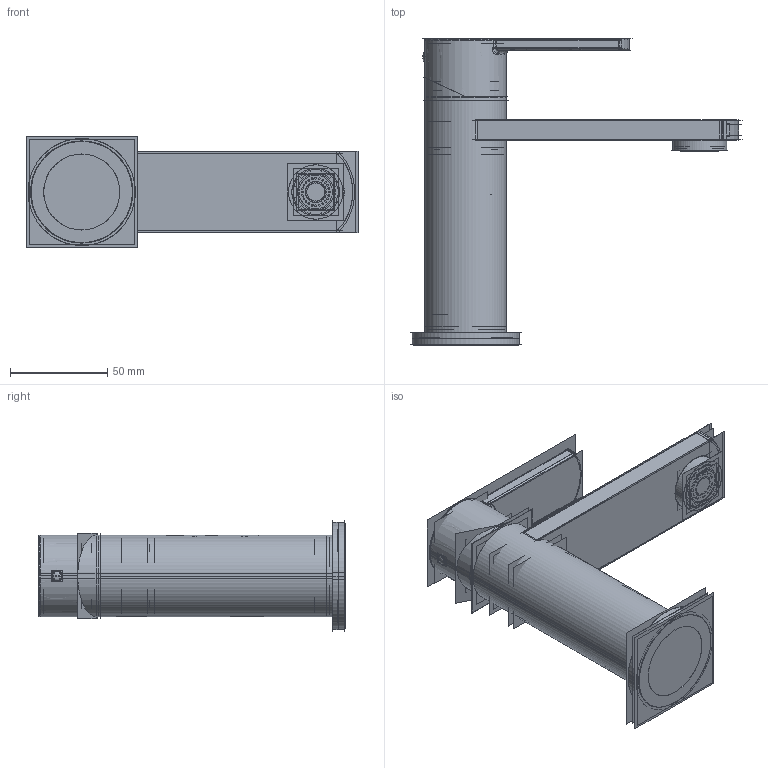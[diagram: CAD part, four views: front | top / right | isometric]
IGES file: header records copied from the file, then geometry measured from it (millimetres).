
Start section:  PTC IGES file: wp110dnc_asm.igs
Global section: file name: wp110dnc_asm.igs; native system: Pro/ENGINEER by Parametric Technology Corporation; preprocessor: 2009360; author: user33; organization: Unknown; date: 20191213.161502; units: millimetre
Bounding box: 170.29 x 157.59 x 57.2 mm (x, y, z)
Volume: 119265.9 mm3; surface area: 579000.8 mm2
Topology: 11 solids, 20 shells, 1610 faces, 7836 edges, 9737 vertices
Faces by surface type: bspline 1040, revolution 570
